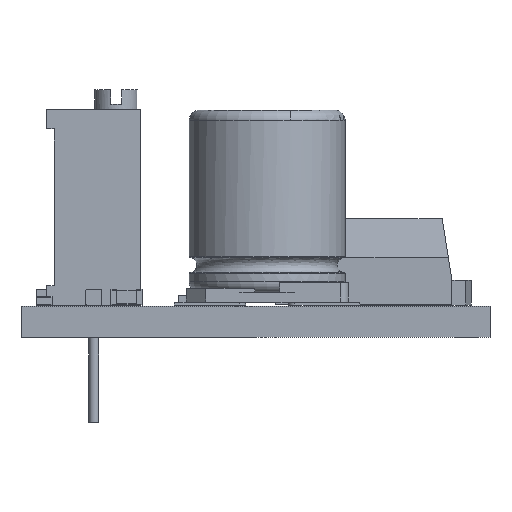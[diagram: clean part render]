
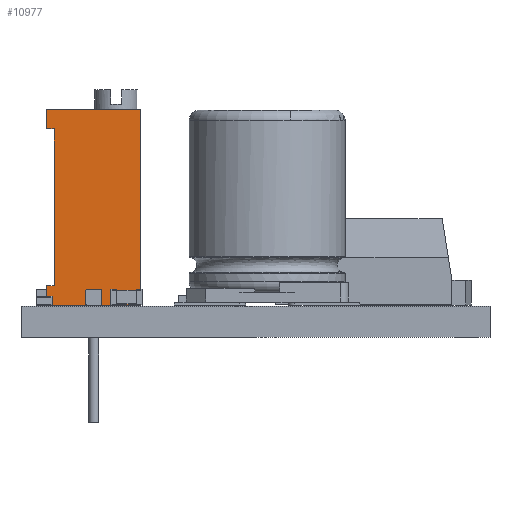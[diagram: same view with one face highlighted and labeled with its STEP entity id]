
A CAD part, left-side view. The second image highlights one B-rep face of the part: STEP entity #10977.
In plain terms, the highlighted planar face has unit normal (-1, 0, 0).
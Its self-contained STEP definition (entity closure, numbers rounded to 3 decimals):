
#9762 = PLANE('',#9763);
#9763 = AXIS2_PLACEMENT_3D('',#9764,#9765,#9766);
#9764 = CARTESIAN_POINT('',(-7.305,2.03,10.03));
#9765 = DIRECTION('',(0.,-1.,0.));
#9766 = DIRECTION('',(0.,0.,-1.));
#9774 = PLANE('',#9775);
#9775 = AXIS2_PLACEMENT_3D('',#9776,#9777,#9778);
#9776 = CARTESIAN_POINT('',(-2.54,-0.052,10.03));
#9777 = DIRECTION('',(-0.,0.,1.));
#9778 = DIRECTION('',(0.,1.,0.));
#9815 = VERTEX_POINT('',#9816);
#9816 = CARTESIAN_POINT('',(-7.305,2.03,9.03));
#9830 = PLANE('',#9831);
#9831 = AXIS2_PLACEMENT_3D('',#9832,#9833,#9834);
#9832 = CARTESIAN_POINT('',(-7.305,2.41,9.03));
#9833 = DIRECTION('',(0.,0.,-1.));
#9834 = DIRECTION('',(0.,-1.,0.));
#9842 = EDGE_CURVE('',#9815,#9843,#9845,.T.);
#9843 = VERTEX_POINT('',#9844);
#9844 = CARTESIAN_POINT('',(-7.305,2.03,1.));
#9845 = SURFACE_CURVE('',#9846,(#9850,#9857),.PCURVE_S1.);
#9846 = LINE('',#9847,#9848);
#9847 = CARTESIAN_POINT('',(-7.305,2.03,10.03));
#9848 = VECTOR('',#9849,1.);
#9849 = DIRECTION('',(0.,0.,-1.));
#9850 = PCURVE('',#9762,#9851);
#9851 = DEFINITIONAL_REPRESENTATION('',(#9852),#9856);
#9852 = LINE('',#9853,#9854);
#9853 = CARTESIAN_POINT('',(0.,0.));
#9854 = VECTOR('',#9855,1.);
#9855 = DIRECTION('',(1.,0.));
#9856 = ( GEOMETRIC_REPRESENTATION_CONTEXT(2) 
PARAMETRIC_REPRESENTATION_CONTEXT() REPRESENTATION_CONTEXT('2D SPACE',''
  ) );
#9857 = PCURVE('',#9858,#9863);
#9858 = PLANE('',#9859);
#9859 = AXIS2_PLACEMENT_3D('',#9860,#9861,#9862);
#9860 = CARTESIAN_POINT('',(-7.305,-0.05,5.015));
#9861 = DIRECTION('',(-1.,0.,0.));
#9862 = DIRECTION('',(0.,1.,0.));
#9863 = DEFINITIONAL_REPRESENTATION('',(#9864),#9868);
#9864 = LINE('',#9865,#9866);
#9865 = CARTESIAN_POINT('',(2.08,-5.015));
#9866 = VECTOR('',#9867,1.);
#9867 = DIRECTION('',(0.,1.));
#9868 = ( GEOMETRIC_REPRESENTATION_CONTEXT(2) 
PARAMETRIC_REPRESENTATION_CONTEXT() REPRESENTATION_CONTEXT('2D SPACE',''
  ) );
#9886 = PLANE('',#9887);
#9887 = AXIS2_PLACEMENT_3D('',#9888,#9889,#9890);
#9888 = CARTESIAN_POINT('',(-7.305,2.41,1.));
#9889 = DIRECTION('',(0.,0.,-1.));
#9890 = DIRECTION('',(0.,-1.,0.));
#10096 = VERTEX_POINT('',#10097);
#10097 = CARTESIAN_POINT('',(-7.305,-2.42,10.03));
#10113 = PLANE('',#10114);
#10114 = AXIS2_PLACEMENT_3D('',#10115,#10116,#10117);
#10115 = CARTESIAN_POINT('',(-2.54,-2.42,5.001));
#10116 = DIRECTION('',(0.,-1.,0.));
#10117 = DIRECTION('',(1.,0.,0.));
#10222 = VERTEX_POINT('',#10223);
#10223 = CARTESIAN_POINT('',(-7.305,2.41,10.03));
#10237 = PLANE('',#10238);
#10238 = AXIS2_PLACEMENT_3D('',#10239,#10240,#10241);
#10239 = CARTESIAN_POINT('',(-7.305,2.41,10.03));
#10240 = DIRECTION('',(0.,-1.,0.));
#10241 = DIRECTION('',(0.,0.,-1.));
#10249 = EDGE_CURVE('',#10222,#10096,#10250,.T.);
#10250 = SURFACE_CURVE('',#10251,(#10255,#10262),.PCURVE_S1.);
#10251 = LINE('',#10252,#10253);
#10252 = CARTESIAN_POINT('',(-7.305,2.41,10.03));
#10253 = VECTOR('',#10254,1.);
#10254 = DIRECTION('',(0.,-1.,0.));
#10255 = PCURVE('',#9774,#10256);
#10256 = DEFINITIONAL_REPRESENTATION('',(#10257),#10261);
#10257 = LINE('',#10258,#10259);
#10258 = CARTESIAN_POINT('',(2.462,4.765));
#10259 = VECTOR('',#10260,1.);
#10260 = DIRECTION('',(-1.,-0.));
#10261 = ( GEOMETRIC_REPRESENTATION_CONTEXT(2) 
PARAMETRIC_REPRESENTATION_CONTEXT() REPRESENTATION_CONTEXT('2D SPACE',''
  ) );
#10262 = PCURVE('',#9858,#10263);
#10263 = DEFINITIONAL_REPRESENTATION('',(#10264),#10268);
#10264 = LINE('',#10265,#10266);
#10265 = CARTESIAN_POINT('',(2.46,-5.015));
#10266 = VECTOR('',#10267,1.);
#10267 = DIRECTION('',(-1.,0.));
#10268 = ( GEOMETRIC_REPRESENTATION_CONTEXT(2) 
PARAMETRIC_REPRESENTATION_CONTEXT() REPRESENTATION_CONTEXT('2D SPACE',''
  ) );
#10845 = PLANE('',#10846);
#10846 = AXIS2_PLACEMENT_3D('',#10847,#10848,#10849);
#10847 = CARTESIAN_POINT('',(-7.305,2.41,0.));
#10848 = DIRECTION('',(0.,0.,-1.));
#10849 = DIRECTION('',(0.,-1.,0.));
#10873 = PLANE('',#10874);
#10874 = AXIS2_PLACEMENT_3D('',#10875,#10876,#10877);
#10875 = CARTESIAN_POINT('',(-7.305,2.41,1.));
#10876 = DIRECTION('',(0.,-1.,0.));
#10877 = DIRECTION('',(0.,0.,-1.));
#10932 = EDGE_CURVE('',#10933,#9843,#10935,.T.);
#10933 = VERTEX_POINT('',#10934);
#10934 = CARTESIAN_POINT('',(-7.305,2.41,1.));
#10935 = SURFACE_CURVE('',#10936,(#10940,#10947),.PCURVE_S1.);
#10936 = LINE('',#10937,#10938);
#10937 = CARTESIAN_POINT('',(-7.305,2.41,1.));
#10938 = VECTOR('',#10939,1.);
#10939 = DIRECTION('',(0.,-1.,0.));
#10940 = PCURVE('',#9886,#10941);
#10941 = DEFINITIONAL_REPRESENTATION('',(#10942),#10946);
#10942 = LINE('',#10943,#10944);
#10943 = CARTESIAN_POINT('',(0.,-0.));
#10944 = VECTOR('',#10945,1.);
#10945 = DIRECTION('',(1.,0.));
#10946 = ( GEOMETRIC_REPRESENTATION_CONTEXT(2) 
PARAMETRIC_REPRESENTATION_CONTEXT() REPRESENTATION_CONTEXT('2D SPACE',''
  ) );
#10947 = PCURVE('',#9858,#10948);
#10948 = DEFINITIONAL_REPRESENTATION('',(#10949),#10953);
#10949 = LINE('',#10950,#10951);
#10950 = CARTESIAN_POINT('',(2.46,4.015));
#10951 = VECTOR('',#10952,1.);
#10952 = DIRECTION('',(-1.,0.));
#10953 = ( GEOMETRIC_REPRESENTATION_CONTEXT(2) 
PARAMETRIC_REPRESENTATION_CONTEXT() REPRESENTATION_CONTEXT('2D SPACE',''
  ) );
#10977 = ADVANCED_FACE('',(#10978),#9858,.T.);
#10978 = FACE_BOUND('',#10979,.T.);
#10979 = EDGE_LOOP('',(#10980,#10981,#11004,#11025,#11026,#11027,#11050,
    #11073));
#10980 = ORIENTED_EDGE('',*,*,#10249,.F.);
#10981 = ORIENTED_EDGE('',*,*,#10982,.T.);
#10982 = EDGE_CURVE('',#10222,#10983,#10985,.T.);
#10983 = VERTEX_POINT('',#10984);
#10984 = CARTESIAN_POINT('',(-7.305,2.41,9.03));
#10985 = SURFACE_CURVE('',#10986,(#10990,#10997),.PCURVE_S1.);
#10986 = LINE('',#10987,#10988);
#10987 = CARTESIAN_POINT('',(-7.305,2.41,10.03));
#10988 = VECTOR('',#10989,1.);
#10989 = DIRECTION('',(0.,0.,-1.));
#10990 = PCURVE('',#9858,#10991);
#10991 = DEFINITIONAL_REPRESENTATION('',(#10992),#10996);
#10992 = LINE('',#10993,#10994);
#10993 = CARTESIAN_POINT('',(2.46,-5.015));
#10994 = VECTOR('',#10995,1.);
#10995 = DIRECTION('',(0.,1.));
#10996 = ( GEOMETRIC_REPRESENTATION_CONTEXT(2) 
PARAMETRIC_REPRESENTATION_CONTEXT() REPRESENTATION_CONTEXT('2D SPACE',''
  ) );
#10997 = PCURVE('',#10237,#10998);
#10998 = DEFINITIONAL_REPRESENTATION('',(#10999),#11003);
#10999 = LINE('',#11000,#11001);
#11000 = CARTESIAN_POINT('',(0.,0.));
#11001 = VECTOR('',#11002,1.);
#11002 = DIRECTION('',(1.,0.));
#11003 = ( GEOMETRIC_REPRESENTATION_CONTEXT(2) 
PARAMETRIC_REPRESENTATION_CONTEXT() REPRESENTATION_CONTEXT('2D SPACE',''
  ) );
#11004 = ORIENTED_EDGE('',*,*,#11005,.T.);
#11005 = EDGE_CURVE('',#10983,#9815,#11006,.T.);
#11006 = SURFACE_CURVE('',#11007,(#11011,#11018),.PCURVE_S1.);
#11007 = LINE('',#11008,#11009);
#11008 = CARTESIAN_POINT('',(-7.305,2.41,9.03));
#11009 = VECTOR('',#11010,1.);
#11010 = DIRECTION('',(0.,-1.,0.));
#11011 = PCURVE('',#9858,#11012);
#11012 = DEFINITIONAL_REPRESENTATION('',(#11013),#11017);
#11013 = LINE('',#11014,#11015);
#11014 = CARTESIAN_POINT('',(2.46,-4.015));
#11015 = VECTOR('',#11016,1.);
#11016 = DIRECTION('',(-1.,0.));
#11017 = ( GEOMETRIC_REPRESENTATION_CONTEXT(2) 
PARAMETRIC_REPRESENTATION_CONTEXT() REPRESENTATION_CONTEXT('2D SPACE',''
  ) );
#11018 = PCURVE('',#9830,#11019);
#11019 = DEFINITIONAL_REPRESENTATION('',(#11020),#11024);
#11020 = LINE('',#11021,#11022);
#11021 = CARTESIAN_POINT('',(0.,-0.));
#11022 = VECTOR('',#11023,1.);
#11023 = DIRECTION('',(1.,0.));
#11024 = ( GEOMETRIC_REPRESENTATION_CONTEXT(2) 
PARAMETRIC_REPRESENTATION_CONTEXT() REPRESENTATION_CONTEXT('2D SPACE',''
  ) );
#11025 = ORIENTED_EDGE('',*,*,#9842,.T.);
#11026 = ORIENTED_EDGE('',*,*,#10932,.F.);
#11027 = ORIENTED_EDGE('',*,*,#11028,.T.);
#11028 = EDGE_CURVE('',#10933,#11029,#11031,.T.);
#11029 = VERTEX_POINT('',#11030);
#11030 = CARTESIAN_POINT('',(-7.305,2.41,0.));
#11031 = SURFACE_CURVE('',#11032,(#11036,#11043),.PCURVE_S1.);
#11032 = LINE('',#11033,#11034);
#11033 = CARTESIAN_POINT('',(-7.305,2.41,1.));
#11034 = VECTOR('',#11035,1.);
#11035 = DIRECTION('',(0.,0.,-1.));
#11036 = PCURVE('',#9858,#11037);
#11037 = DEFINITIONAL_REPRESENTATION('',(#11038),#11042);
#11038 = LINE('',#11039,#11040);
#11039 = CARTESIAN_POINT('',(2.46,4.015));
#11040 = VECTOR('',#11041,1.);
#11041 = DIRECTION('',(0.,1.));
#11042 = ( GEOMETRIC_REPRESENTATION_CONTEXT(2) 
PARAMETRIC_REPRESENTATION_CONTEXT() REPRESENTATION_CONTEXT('2D SPACE',''
  ) );
#11043 = PCURVE('',#10873,#11044);
#11044 = DEFINITIONAL_REPRESENTATION('',(#11045),#11049);
#11045 = LINE('',#11046,#11047);
#11046 = CARTESIAN_POINT('',(0.,0.));
#11047 = VECTOR('',#11048,1.);
#11048 = DIRECTION('',(1.,0.));
#11049 = ( GEOMETRIC_REPRESENTATION_CONTEXT(2) 
PARAMETRIC_REPRESENTATION_CONTEXT() REPRESENTATION_CONTEXT('2D SPACE',''
  ) );
#11050 = ORIENTED_EDGE('',*,*,#11051,.T.);
#11051 = EDGE_CURVE('',#11029,#11052,#11054,.T.);
#11052 = VERTEX_POINT('',#11053);
#11053 = CARTESIAN_POINT('',(-7.305,-2.42,0.));
#11054 = SURFACE_CURVE('',#11055,(#11059,#11066),.PCURVE_S1.);
#11055 = LINE('',#11056,#11057);
#11056 = CARTESIAN_POINT('',(-7.305,2.41,0.));
#11057 = VECTOR('',#11058,1.);
#11058 = DIRECTION('',(0.,-1.,0.));
#11059 = PCURVE('',#9858,#11060);
#11060 = DEFINITIONAL_REPRESENTATION('',(#11061),#11065);
#11061 = LINE('',#11062,#11063);
#11062 = CARTESIAN_POINT('',(2.46,5.015));
#11063 = VECTOR('',#11064,1.);
#11064 = DIRECTION('',(-1.,0.));
#11065 = ( GEOMETRIC_REPRESENTATION_CONTEXT(2) 
PARAMETRIC_REPRESENTATION_CONTEXT() REPRESENTATION_CONTEXT('2D SPACE',''
  ) );
#11066 = PCURVE('',#10845,#11067);
#11067 = DEFINITIONAL_REPRESENTATION('',(#11068),#11072);
#11068 = LINE('',#11069,#11070);
#11069 = CARTESIAN_POINT('',(0.,-0.));
#11070 = VECTOR('',#11071,1.);
#11071 = DIRECTION('',(1.,0.));
#11072 = ( GEOMETRIC_REPRESENTATION_CONTEXT(2) 
PARAMETRIC_REPRESENTATION_CONTEXT() REPRESENTATION_CONTEXT('2D SPACE',''
  ) );
#11073 = ORIENTED_EDGE('',*,*,#11074,.F.);
#11074 = EDGE_CURVE('',#10096,#11052,#11075,.T.);
#11075 = SURFACE_CURVE('',#11076,(#11080,#11087),.PCURVE_S1.);
#11076 = LINE('',#11077,#11078);
#11077 = CARTESIAN_POINT('',(-7.305,-2.42,1.));
#11078 = VECTOR('',#11079,1.);
#11079 = DIRECTION('',(0.,0.,-1.));
#11080 = PCURVE('',#9858,#11081);
#11081 = DEFINITIONAL_REPRESENTATION('',(#11082),#11086);
#11082 = LINE('',#11083,#11084);
#11083 = CARTESIAN_POINT('',(-2.37,4.015));
#11084 = VECTOR('',#11085,1.);
#11085 = DIRECTION('',(0.,1.));
#11086 = ( GEOMETRIC_REPRESENTATION_CONTEXT(2) 
PARAMETRIC_REPRESENTATION_CONTEXT() REPRESENTATION_CONTEXT('2D SPACE',''
  ) );
#11087 = PCURVE('',#10113,#11088);
#11088 = DEFINITIONAL_REPRESENTATION('',(#11089),#11093);
#11089 = LINE('',#11090,#11091);
#11090 = CARTESIAN_POINT('',(-4.765,-4.001));
#11091 = VECTOR('',#11092,1.);
#11092 = DIRECTION('',(0.,-1.));
#11093 = ( GEOMETRIC_REPRESENTATION_CONTEXT(2) 
PARAMETRIC_REPRESENTATION_CONTEXT() REPRESENTATION_CONTEXT('2D SPACE',''
  ) );
